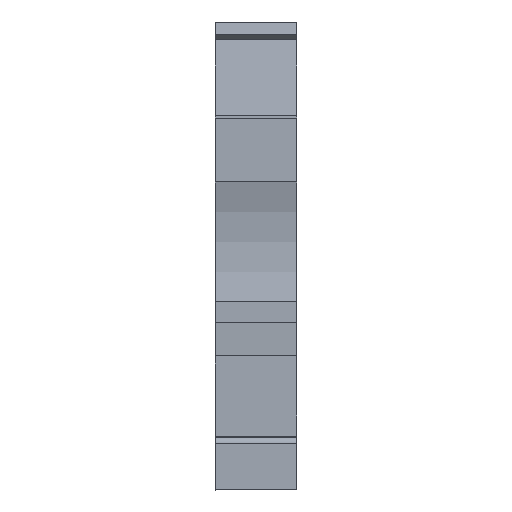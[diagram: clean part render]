
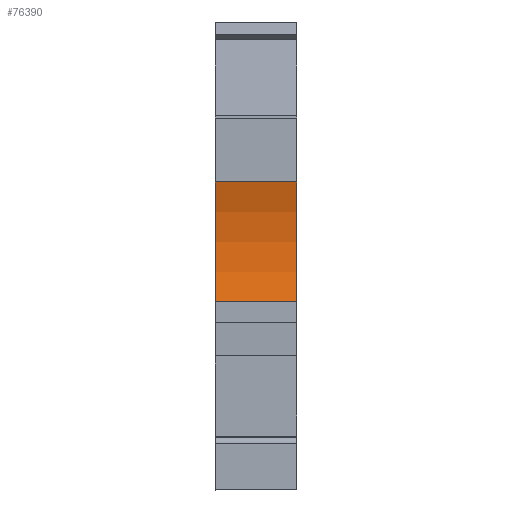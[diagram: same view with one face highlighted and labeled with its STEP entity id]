
A CAD part, front view. The second image highlights one B-rep face of the part: STEP entity #76390.
In plain terms, the highlighted cylindrical face has radius 15 mm (diameter 30 mm), a partial arc.
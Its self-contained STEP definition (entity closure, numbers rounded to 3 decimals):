
#9210=CARTESIAN_POINT('',(-47.2,-1.05,
1.));
#9220=VERTEX_POINT('',#9210);
#9250=CARTESIAN_POINT('',(-61.509,3.45,
1.));
#9260=DIRECTION('',(0.,0.,-1.));
#9270=DIRECTION('',(-1.,0.,0.));
#9280=AXIS2_PLACEMENT_3D('',#9250,#9260,#9270);
#9290=CIRCLE('',#9280,15.);
#9300=CARTESIAN_POINT('',(-47.2,7.95,
1.));
#9310=VERTEX_POINT('',#9300);
#9320=EDGE_CURVE('',#9310,#9220,#9290,.T.);
#12990=CARTESIAN_POINT('',(-47.2,7.95,
-5.15));
#13000=VERTEX_POINT('',#12990);
#13030=CARTESIAN_POINT('',(-61.509,3.45,
-5.15));
#13040=DIRECTION('',(0.,0.,-1.));
#13050=DIRECTION('',(-1.,0.,0.));
#13060=AXIS2_PLACEMENT_3D('',#13030,#13040,#13050);
#13070=CIRCLE('',#13060,15.);
#13080=CARTESIAN_POINT('',(-47.2,-1.05,
-5.15));
#13090=VERTEX_POINT('',#13080);
#13100=EDGE_CURVE('',#13000,#13090,#13070,.T.);
#76050=CARTESIAN_POINT('',(-47.2,-1.05,
-5.15));
#76060=DIRECTION('',(0.,0.,1.));
#76070=VECTOR('',#76060,1.);
#76080=LINE('',#76050,#76070);
#76090=EDGE_CURVE('',#13090,#9220,#76080,.T.);
#76230=CARTESIAN_POINT('',(-61.509,3.45,
-5.15));
#76240=DIRECTION('',(0.,0.,1.));
#76250=DIRECTION('',(1.,0.,0.));
#76260=AXIS2_PLACEMENT_3D('',#76230,#76240,#76250);
#76270=CYLINDRICAL_SURFACE('',#76260,15.);
#76280=ORIENTED_EDGE('',*,*,#13100,.T.);
#76290=CARTESIAN_POINT('',(-47.2,7.95,
-5.15));
#76300=DIRECTION('',(0.,0.,1.));
#76310=VECTOR('',#76300,1.);
#76320=LINE('',#76290,#76310);
#76330=EDGE_CURVE('',#13000,#9310,#76320,.T.);
#76340=ORIENTED_EDGE('',*,*,#76330,.F.);
#76350=ORIENTED_EDGE('',*,*,#9320,.F.);
#76360=ORIENTED_EDGE('',*,*,#76090,.T.);
#76370=EDGE_LOOP('',(#76360,#76350,#76340,#76280));
#76380=FACE_OUTER_BOUND('',#76370,.T.);
#76390=ADVANCED_FACE('',(#76380),#76270,.F.);
